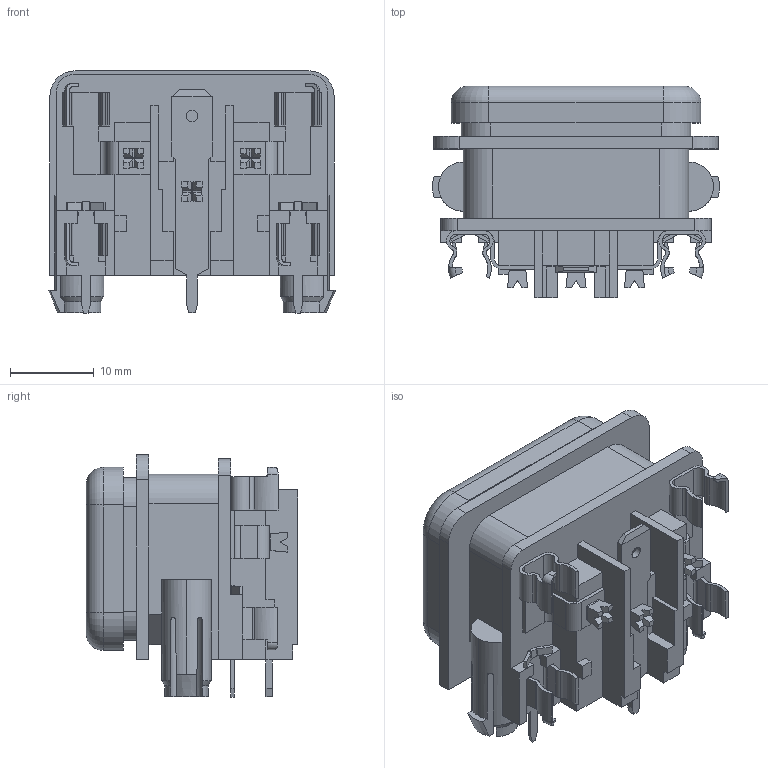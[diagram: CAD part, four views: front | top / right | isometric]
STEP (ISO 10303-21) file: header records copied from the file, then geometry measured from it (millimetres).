
FILE_DESCRIPTION((''),'2;1');
FILE_NAME('SCHURTER_GSF1.2202.31.stp','2012-09-20T09:15:06',(''),(''),'Mechanical Desktop 2011','Mechanical Desktop 2011',', , ');
FILE_SCHEMA(('AUTOMOTIVE_DESIGN { 1 2 10303 214 1 1 1 1 }'));
Length unit declared in the file: millimetre
Products named in the file (1): Product
Bounding box: 34.4 x 25.3 x 29 mm (x, y, z)
Volume: 6469 mm3; surface area: 8910.6 mm2
Topology: 9 solids, 9 shells, 595 faces, 1638 edges, 1071 vertices
Faces by surface type: plane 445, cylinder 132, torus 12, cone 4, bspline 2
Entity records: 19558 total; most frequent: CARTESIAN_POINT 4155, ORIENTED_EDGE 3276, DIRECTION 3108, EDGE_CURVE 1638, VECTOR 1284, LINE 1284, VERTEX_POINT 1071, AXIS2_PLACEMENT_3D 912
